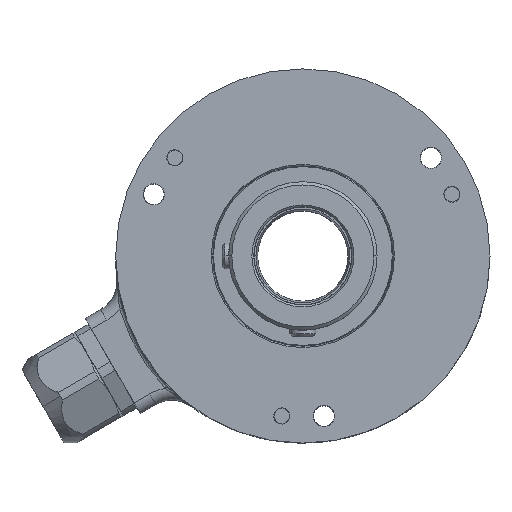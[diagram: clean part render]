
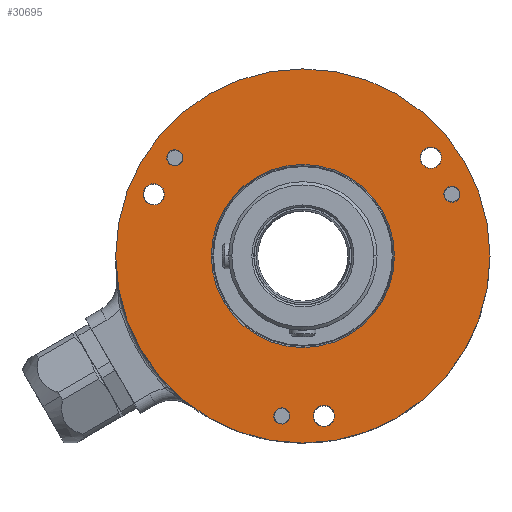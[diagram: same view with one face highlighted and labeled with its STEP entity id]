
A CAD part, top view. The second image highlights one B-rep face of the part: STEP entity #30695.
In plain terms, the highlighted planar face has unit normal (0, 0, 1).
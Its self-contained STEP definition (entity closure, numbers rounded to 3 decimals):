
#9621=CARTESIAN_POINT('',(0.,0.,18.));
#9622=DIRECTION('',(0.,0.,1.));
#9623=DIRECTION('',(1.,0.,0.));
#9624=AXIS2_PLACEMENT_3D('',#9621,#9622,#9623);
#9626=CARTESIAN_POINT('',(0.,0.,18.));
#9627=DIRECTION('',(0.,0.,1.));
#9628=DIRECTION('',(-1.,0.,0.));
#9629=AXIS2_PLACEMENT_3D('',#9626,#9627,#9628);
#9631=CARTESIAN_POINT('',(-19.834,15.219,18.));
#9632=DIRECTION('',(0.,0.,-1.));
#9633=DIRECTION('',(-0.793,0.609,0.));
#9634=AXIS2_PLACEMENT_3D('',#9631,#9632,#9633);
#9636=CARTESIAN_POINT('',(-19.834,15.219,18.));
#9637=DIRECTION('',(0.,0.,-1.));
#9638=DIRECTION('',(0.793,-0.609,0.));
#9639=AXIS2_PLACEMENT_3D('',#9636,#9637,#9638);
#9641=CARTESIAN_POINT('',(-3.263,-24.786,18.));
#9642=DIRECTION('',(0.,0.,-1.));
#9643=DIRECTION('',(-0.131,-0.991,0.));
#9644=AXIS2_PLACEMENT_3D('',#9641,#9642,#9643);
#9646=CARTESIAN_POINT('',(-3.263,-24.786,18.));
#9647=DIRECTION('',(0.,0.,-1.));
#9648=DIRECTION('',(0.131,0.991,0.));
#9649=AXIS2_PLACEMENT_3D('',#9646,#9647,#9648);
#9651=CARTESIAN_POINT('',(23.097,9.567,18.));
#9652=DIRECTION('',(0.,0.,-1.));
#9653=DIRECTION('',(0.924,0.383,0.));
#9654=AXIS2_PLACEMENT_3D('',#9651,#9652,#9653);
#9656=CARTESIAN_POINT('',(23.097,9.567,18.));
#9657=DIRECTION('',(0.,0.,-1.));
#9658=DIRECTION('',(-0.924,-0.383,0.));
#9659=AXIS2_PLACEMENT_3D('',#9656,#9657,#9658);
#9661=CARTESIAN_POINT('',(3.263,-24.786,18.));
#9662=DIRECTION('',(0.,0.,1.));
#9663=DIRECTION('',(0.,-1.,0.));
#9664=AXIS2_PLACEMENT_3D('',#9661,#9662,#9663);
#9666=CARTESIAN_POINT('',(3.263,-24.786,18.));
#9667=DIRECTION('',(0.,0.,1.));
#9668=DIRECTION('',(0.,1.,0.));
#9669=AXIS2_PLACEMENT_3D('',#9666,#9667,#9668);
#9671=CARTESIAN_POINT('',(19.834,15.219,18.));
#9672=DIRECTION('',(0.,0.,1.));
#9673=DIRECTION('',(0.,-1.,0.));
#9674=AXIS2_PLACEMENT_3D('',#9671,#9672,#9673);
#9676=CARTESIAN_POINT('',(19.834,15.219,18.));
#9677=DIRECTION('',(0.,0.,1.));
#9678=DIRECTION('',(0.,1.,0.));
#9679=AXIS2_PLACEMENT_3D('',#9676,#9677,#9678);
#9681=CARTESIAN_POINT('',(-23.097,9.567,18.));
#9682=DIRECTION('',(0.,0.,1.));
#9683=DIRECTION('',(0.,-1.,0.));
#9684=AXIS2_PLACEMENT_3D('',#9681,#9682,#9683);
#9686=CARTESIAN_POINT('',(-23.097,9.567,18.));
#9687=DIRECTION('',(0.,0.,1.));
#9688=DIRECTION('',(0.,1.,0.));
#9689=AXIS2_PLACEMENT_3D('',#9686,#9687,#9688);
#9691=CARTESIAN_POINT('',(0.,0.,18.));
#9692=DIRECTION('',(0.,0.,-1.));
#9693=DIRECTION('',(-1.,0.,0.));
#9694=AXIS2_PLACEMENT_3D('',#9691,#9692,#9693);
#9709=CARTESIAN_POINT('',(0.,0.,18.));
#9710=DIRECTION('',(0.,0.,-1.));
#9711=DIRECTION('',(1.,0.,0.));
#9712=AXIS2_PLACEMENT_3D('',#9709,#9710,#9711);
#16456=CARTESIAN_POINT('',(29.,0.,18.));
#16457=CARTESIAN_POINT('',(-29.,0.,18.));
#16458=VERTEX_POINT('',#16456);
#16459=VERTEX_POINT('',#16457);
#16540=CARTESIAN_POINT('',(-20.826,15.98,18.));
#16541=CARTESIAN_POINT('',(-18.842,14.458,18.));
#16542=VERTEX_POINT('',#16540);
#16543=VERTEX_POINT('',#16541);
#16544=CARTESIAN_POINT('',(-3.426,-26.025,18.));
#16545=CARTESIAN_POINT('',(-3.1,-23.547,18.));
#16546=VERTEX_POINT('',#16544);
#16547=VERTEX_POINT('',#16545);
#16548=CARTESIAN_POINT('',(24.252,10.045,18.));
#16549=CARTESIAN_POINT('',(21.942,9.089,18.));
#16550=VERTEX_POINT('',#16548);
#16551=VERTEX_POINT('',#16549);
#16650=CARTESIAN_POINT('',(14.188,0.,18.));
#16651=CARTESIAN_POINT('',(-14.188,0.,18.));
#16652=VERTEX_POINT('',#16650);
#16653=VERTEX_POINT('',#16651);
#16849=CARTESIAN_POINT('',(3.263,-26.436,18.));
#16850=CARTESIAN_POINT('',(3.263,-23.136,18.));
#16851=VERTEX_POINT('',#16849);
#16852=VERTEX_POINT('',#16850);
#16857=CARTESIAN_POINT('',(19.834,13.569,18.));
#16858=CARTESIAN_POINT('',(19.834,16.869,18.));
#16859=VERTEX_POINT('',#16857);
#16860=VERTEX_POINT('',#16858);
#16865=CARTESIAN_POINT('',(-23.097,7.917,18.));
#16866=CARTESIAN_POINT('',(-23.097,11.217,18.));
#16867=VERTEX_POINT('',#16865);
#16868=VERTEX_POINT('',#16866);
#30644=CARTESIAN_POINT('',(0.,0.,18.));
#30645=DIRECTION('',(0.,0.,1.));
#30646=DIRECTION('',(1.,0.,0.));
#30647=AXIS2_PLACEMENT_3D('',#30644,#30645,#30646);
#30648=PLANE('',#30647);
#30649=ORIENTED_EDGE('',*,*,#30621,.F.);
#30650=ORIENTED_EDGE('',*,*,#30635,.F.);
#30651=EDGE_LOOP('',(#30649,#30650));
#30652=FACE_OUTER_BOUND('',#30651,.F.);
#30654=ORIENTED_EDGE('',*,*,#30653,.F.);
#30656=ORIENTED_EDGE('',*,*,#30655,.F.);
#30657=EDGE_LOOP('',(#30654,#30656));
#30658=FACE_BOUND('',#30657,.F.);
#30660=ORIENTED_EDGE('',*,*,#30659,.F.);
#30662=ORIENTED_EDGE('',*,*,#30661,.F.);
#30663=EDGE_LOOP('',(#30660,#30662));
#30664=FACE_BOUND('',#30663,.F.);
#30666=ORIENTED_EDGE('',*,*,#30665,.F.);
#30668=ORIENTED_EDGE('',*,*,#30667,.F.);
#30669=EDGE_LOOP('',(#30666,#30668));
#30670=FACE_BOUND('',#30669,.F.);
#30672=ORIENTED_EDGE('',*,*,#30671,.F.);
#30674=ORIENTED_EDGE('',*,*,#30673,.F.);
#30675=EDGE_LOOP('',(#30672,#30674));
#30676=FACE_BOUND('',#30675,.F.);
#30678=ORIENTED_EDGE('',*,*,#30677,.T.);
#30680=ORIENTED_EDGE('',*,*,#30679,.T.);
#30681=EDGE_LOOP('',(#30678,#30680));
#30682=FACE_BOUND('',#30681,.F.);
#30684=ORIENTED_EDGE('',*,*,#30683,.T.);
#30686=ORIENTED_EDGE('',*,*,#30685,.T.);
#30687=EDGE_LOOP('',(#30684,#30686));
#30688=FACE_BOUND('',#30687,.F.);
#30690=ORIENTED_EDGE('',*,*,#30689,.T.);
#30692=ORIENTED_EDGE('',*,*,#30691,.T.);
#30693=EDGE_LOOP('',(#30690,#30692));
#30694=FACE_BOUND('',#30693,.F.);
#9625=CIRCLE('',#9624,29.);
#9630=CIRCLE('',#9629,29.);
#9635=CIRCLE('',#9634,1.25);
#9640=CIRCLE('',#9639,1.25);
#9645=CIRCLE('',#9644,1.25);
#9650=CIRCLE('',#9649,1.25);
#9655=CIRCLE('',#9654,1.25);
#9660=CIRCLE('',#9659,1.25);
#9665=CIRCLE('',#9664,1.65);
#9670=CIRCLE('',#9669,1.65);
#9675=CIRCLE('',#9674,1.65);
#9680=CIRCLE('',#9679,1.65);
#9685=CIRCLE('',#9684,1.65);
#9690=CIRCLE('',#9689,1.65);
#9695=CIRCLE('',#9694,14.188);
#9713=CIRCLE('',#9712,14.188);
#30621=EDGE_CURVE('',#16458,#16459,#9625,.T.);
#30635=EDGE_CURVE('',#16459,#16458,#9630,.T.);
#30653=EDGE_CURVE('',#16653,#16652,#9695,.T.);
#30655=EDGE_CURVE('',#16652,#16653,#9713,.T.);
#30659=EDGE_CURVE('',#16542,#16543,#9635,.T.);
#30661=EDGE_CURVE('',#16543,#16542,#9640,.T.);
#30665=EDGE_CURVE('',#16546,#16547,#9645,.T.);
#30667=EDGE_CURVE('',#16547,#16546,#9650,.T.);
#30671=EDGE_CURVE('',#16550,#16551,#9655,.T.);
#30673=EDGE_CURVE('',#16551,#16550,#9660,.T.);
#30677=EDGE_CURVE('',#16851,#16852,#9665,.T.);
#30679=EDGE_CURVE('',#16852,#16851,#9670,.T.);
#30683=EDGE_CURVE('',#16859,#16860,#9675,.T.);
#30685=EDGE_CURVE('',#16860,#16859,#9680,.T.);
#30689=EDGE_CURVE('',#16867,#16868,#9685,.T.);
#30691=EDGE_CURVE('',#16868,#16867,#9690,.T.);
#30695=ADVANCED_FACE('',(#30652,#30658,#30664,#30670,#30676,#30682,#30688,
#30694),#30648,.T.);
